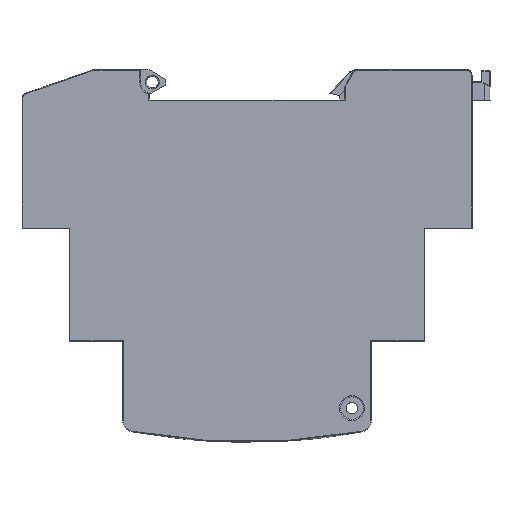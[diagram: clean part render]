
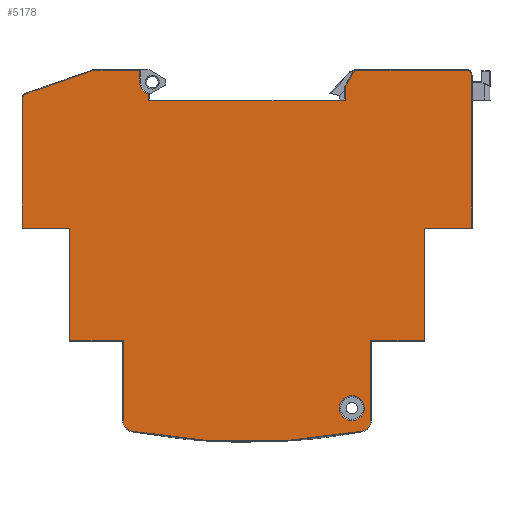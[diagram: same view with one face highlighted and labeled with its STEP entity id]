
A CAD part, front view. The second image highlights one B-rep face of the part: STEP entity #5178.
In plain terms, the highlighted planar face has unit normal (0, -1, 0).
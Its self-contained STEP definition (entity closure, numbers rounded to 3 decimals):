
#5178=ADVANCED_FACE('',(#7461,#7462),#6675,.F.);
#6675=PLANE('',#39523);
#7461=FACE_BOUND('',#8640,.T.);
#7462=FACE_BOUND('',#8641,.T.);
#8640=EDGE_LOOP('',(#16271,#16272,#16273,#16274,#16275,#16276,#16277,#16278,
#16279,#16280,#16281,#16282,#16283,#16284,#16285,#16286,#16287,#16288,#16289,
#16290,#16291,#16292,#16293,#16294));
#8641=EDGE_LOOP('',(#16295,#16296));
#10280=CIRCLE('',#39515,0.9);
#10281=CIRCLE('',#39516,2.3);
#10282=CIRCLE('',#39517,0.9);
#10283=CIRCLE('',#39518,1.9);
#10284=CIRCLE('',#39519,113.9);
#10285=CIRCLE('',#39520,1.9);
#10286=CIRCLE('',#39521,2.25);
#10287=CIRCLE('',#39522,2.25);
#16271=ORIENTED_EDGE('',*,*,#27464,.T.);
#16272=ORIENTED_EDGE('',*,*,#27465,.T.);
#16273=ORIENTED_EDGE('',*,*,#27466,.T.);
#16274=ORIENTED_EDGE('',*,*,#27467,.T.);
#16275=ORIENTED_EDGE('',*,*,#27468,.F.);
#16276=ORIENTED_EDGE('',*,*,#27469,.T.);
#16277=ORIENTED_EDGE('',*,*,#27470,.F.);
#16278=ORIENTED_EDGE('',*,*,#27471,.F.);
#16279=ORIENTED_EDGE('',*,*,#27472,.T.);
#16280=ORIENTED_EDGE('',*,*,#27473,.T.);
#16281=ORIENTED_EDGE('',*,*,#27474,.T.);
#16282=ORIENTED_EDGE('',*,*,#27475,.T.);
#16283=ORIENTED_EDGE('',*,*,#27476,.T.);
#16284=ORIENTED_EDGE('',*,*,#27477,.T.);
#16285=ORIENTED_EDGE('',*,*,#27478,.T.);
#16286=ORIENTED_EDGE('',*,*,#27479,.T.);
#16287=ORIENTED_EDGE('',*,*,#27480,.T.);
#16288=ORIENTED_EDGE('',*,*,#27481,.T.);
#16289=ORIENTED_EDGE('',*,*,#27482,.T.);
#16290=ORIENTED_EDGE('',*,*,#27483,.T.);
#16291=ORIENTED_EDGE('',*,*,#27484,.T.);
#16292=ORIENTED_EDGE('',*,*,#27485,.T.);
#16293=ORIENTED_EDGE('',*,*,#27486,.T.);
#16294=ORIENTED_EDGE('',*,*,#27487,.T.);
#16295=ORIENTED_EDGE('',*,*,#27488,.F.);
#16296=ORIENTED_EDGE('',*,*,#27489,.F.);
#23059=VERTEX_POINT('',#57729);
#23060=VERTEX_POINT('',#57730);
#23061=VERTEX_POINT('',#57732);
#23062=VERTEX_POINT('',#57734);
#23063=VERTEX_POINT('',#57736);
#23064=VERTEX_POINT('',#57738);
#23065=VERTEX_POINT('',#57740);
#23066=VERTEX_POINT('',#57742);
#23067=VERTEX_POINT('',#57744);
#23068=VERTEX_POINT('',#57746);
#23069=VERTEX_POINT('',#57748);
#23070=VERTEX_POINT('',#57750);
#23071=VERTEX_POINT('',#57752);
#23072=VERTEX_POINT('',#57754);
#23073=VERTEX_POINT('',#57756);
#23074=VERTEX_POINT('',#57758);
#23075=VERTEX_POINT('',#57760);
#23076=VERTEX_POINT('',#57762);
#23077=VERTEX_POINT('',#57764);
#23078=VERTEX_POINT('',#57766);
#23079=VERTEX_POINT('',#57768);
#23080=VERTEX_POINT('',#57770);
#23081=VERTEX_POINT('',#57772);
#23082=VERTEX_POINT('',#57774);
#23083=VERTEX_POINT('',#57777);
#23084=VERTEX_POINT('',#57778);
#27464=EDGE_CURVE('',#23059,#23060,#10280,.T.);
#27465=EDGE_CURVE('',#23060,#23061,#31829,.T.);
#27466=EDGE_CURVE('',#23061,#23062,#31830,.T.);
#27467=EDGE_CURVE('',#23062,#23063,#31831,.T.);
#27468=EDGE_CURVE('',#23064,#23063,#31832,.T.);
#27469=EDGE_CURVE('',#23064,#23065,#31833,.T.);
#27470=EDGE_CURVE('',#23066,#23065,#10281,.T.);
#27471=EDGE_CURVE('',#23067,#23066,#31834,.T.);
#27472=EDGE_CURVE('',#23067,#23068,#31835,.T.);
#27473=EDGE_CURVE('',#23068,#23069,#31836,.T.);
#27474=EDGE_CURVE('',#23069,#23070,#10282,.T.);
#27475=EDGE_CURVE('',#23070,#23071,#31837,.T.);
#27476=EDGE_CURVE('',#23071,#23072,#31838,.T.);
#27477=EDGE_CURVE('',#23072,#23073,#31839,.T.);
#27478=EDGE_CURVE('',#23073,#23074,#31840,.T.);
#27479=EDGE_CURVE('',#23074,#23075,#31841,.T.);
#27480=EDGE_CURVE('',#23075,#23076,#10283,.T.);
#27481=EDGE_CURVE('',#23076,#23077,#10284,.T.);
#27482=EDGE_CURVE('',#23077,#23078,#10285,.T.);
#27483=EDGE_CURVE('',#23078,#23079,#31842,.T.);
#27484=EDGE_CURVE('',#23079,#23080,#31843,.T.);
#27485=EDGE_CURVE('',#23080,#23081,#31844,.T.);
#27486=EDGE_CURVE('',#23081,#23082,#31845,.T.);
#27487=EDGE_CURVE('',#23082,#23059,#31846,.T.);
#27488=EDGE_CURVE('',#23083,#23084,#10286,.T.);
#27489=EDGE_CURVE('',#23084,#23083,#10287,.T.);
#31829=LINE('',#57731,#35681);
#31830=LINE('',#57733,#35682);
#31831=LINE('',#57735,#35683);
#31832=LINE('',#57737,#35684);
#31833=LINE('',#57739,#35685);
#31834=LINE('',#57743,#35686);
#31835=LINE('',#57745,#35687);
#31836=LINE('',#57747,#35688);
#31837=LINE('',#57751,#35689);
#31838=LINE('',#57753,#35690);
#31839=LINE('',#57755,#35691);
#31840=LINE('',#57757,#35692);
#31841=LINE('',#57759,#35693);
#31842=LINE('',#57767,#35694);
#31843=LINE('',#57769,#35695);
#31844=LINE('',#57771,#35696);
#31845=LINE('',#57773,#35697);
#31846=LINE('',#57775,#35698);
#35681=VECTOR('',#46405,1.);
#35682=VECTOR('',#46406,1.);
#35683=VECTOR('',#46407,1.);
#35684=VECTOR('',#46408,1.);
#35685=VECTOR('',#46409,1.);
#35686=VECTOR('',#46412,1.);
#35687=VECTOR('',#46413,1.);
#35688=VECTOR('',#46414,1.);
#35689=VECTOR('',#46417,1.);
#35690=VECTOR('',#46418,1.);
#35691=VECTOR('',#46419,1.);
#35692=VECTOR('',#46420,1.);
#35693=VECTOR('',#46421,1.);
#35694=VECTOR('',#46428,1.);
#35695=VECTOR('',#46429,1.);
#35696=VECTOR('',#46430,1.);
#35697=VECTOR('',#46431,1.);
#35698=VECTOR('',#46432,1.);
#39515=AXIS2_PLACEMENT_3D('',#57728,#46403,#46404);
#39516=AXIS2_PLACEMENT_3D('',#57741,#46410,#46411);
#39517=AXIS2_PLACEMENT_3D('',#57749,#46415,#46416);
#39518=AXIS2_PLACEMENT_3D('',#57761,#46422,#46423);
#39519=AXIS2_PLACEMENT_3D('',#57763,#46424,#46425);
#39520=AXIS2_PLACEMENT_3D('',#57765,#46426,#46427);
#39521=AXIS2_PLACEMENT_3D('',#57776,#46433,#46434);
#39522=AXIS2_PLACEMENT_3D('',#57779,#46435,#46436);
#39523=AXIS2_PLACEMENT_3D('',#57780,#46437,#46438);
#46403=DIRECTION('',(0.,-1.,0.));
#46404=DIRECTION('',(1.,0.,0.));
#46405=DIRECTION('',(-1.,0.,0.));
#46406=DIRECTION('',(-0.504,0.,-0.864));
#46407=DIRECTION('',(0.,0.,-1.));
#46408=DIRECTION('',(1.,0.,0.));
#46409=DIRECTION('',(0.,0.,1.));
#46410=DIRECTION('',(0.,-1.,0.));
#46411=DIRECTION('',(-1.,0.,0.));
#46412=DIRECTION('',(0.,0.,-1.));
#46413=DIRECTION('',(-1.,0.,0.));
#46414=DIRECTION('',(-0.945,0.,-0.327));
#46415=DIRECTION('',(0.,-1.,0.));
#46416=DIRECTION('',(-0.327,0.,0.945));
#46417=DIRECTION('',(0.,0.,-1.));
#46418=DIRECTION('',(1.,0.,0.));
#46419=DIRECTION('',(0.,0.,-1.));
#46420=DIRECTION('',(1.,0.,0.));
#46421=DIRECTION('',(0.,0.,-1.));
#46422=DIRECTION('',(0.,-1.,0.));
#46423=DIRECTION('',(-1.,0.,0.));
#46424=DIRECTION('',(0.,-1.,0.));
#46425=DIRECTION('',(-0.183,0.,-0.983));
#46426=DIRECTION('',(0.,-1.,0.));
#46427=DIRECTION('',(0.183,0.,-0.983));
#46428=DIRECTION('',(0.,0.,1.));
#46429=DIRECTION('',(1.,0.,0.));
#46430=DIRECTION('',(0.,0.,1.));
#46431=DIRECTION('',(1.,0.,0.));
#46432=DIRECTION('',(0.,0.,1.));
#46433=DIRECTION('',(0.,-1.,0.));
#46434=DIRECTION('',(1.,0.,0.));
#46435=DIRECTION('',(0.,-1.,0.));
#46436=DIRECTION('',(-1.,0.,0.));
#46437=DIRECTION('',(0.,1.,0.));
#46438=DIRECTION('',(-1.,0.,0.));
#57728=CARTESIAN_POINT('',(39.75,0.,-1.));
#57729=CARTESIAN_POINT('',(40.65,0.,-1.));
#57730=CARTESIAN_POINT('',(39.75,0.,-0.1));
#57731=CARTESIAN_POINT('',(39.75,0.,-0.1));
#57732=CARTESIAN_POINT('',(19.507,0.,-0.1));
#57733=CARTESIAN_POINT('',(19.507,0.,-0.1));
#57734=CARTESIAN_POINT('',(17.8,0.,-3.027));
#57735=CARTESIAN_POINT('',(17.8,0.,-3.027));
#57736=CARTESIAN_POINT('',(17.8,0.,-5.6));
#57737=CARTESIAN_POINT('',(-17.85,0.,-5.6));
#57738=CARTESIAN_POINT('',(-17.85,0.,-5.6));
#57739=CARTESIAN_POINT('',(-17.85,0.,-5.6));
#57740=CARTESIAN_POINT('',(-17.85,0.,-4.461));
#57741=CARTESIAN_POINT('',(-17.15,0.,-2.27));
#57742=CARTESIAN_POINT('',(-19.45,0.,-2.27));
#57743=CARTESIAN_POINT('',(-19.45,0.,-0.1));
#57744=CARTESIAN_POINT('',(-19.45,0.,-0.1));
#57745=CARTESIAN_POINT('',(-19.45,0.,-0.1));
#57746=CARTESIAN_POINT('',(-27.733,0.,-0.1));
#57747=CARTESIAN_POINT('',(-27.733,0.,-0.1));
#57748=CARTESIAN_POINT('',(-40.044,0.,-4.362));
#57749=CARTESIAN_POINT('',(-39.75,0.,-5.212));
#57750=CARTESIAN_POINT('',(-40.65,0.,-5.212));
#57751=CARTESIAN_POINT('',(-40.65,0.,-5.212));
#57752=CARTESIAN_POINT('',(-40.65,0.,-28.7));
#57753=CARTESIAN_POINT('',(-40.65,0.,-28.7));
#57754=CARTESIAN_POINT('',(-32.1,0.,-28.7));
#57755=CARTESIAN_POINT('',(-32.1,0.,-28.7));
#57756=CARTESIAN_POINT('',(-32.1,0.,-49.1));
#57757=CARTESIAN_POINT('',(-32.1,0.,-49.1));
#57758=CARTESIAN_POINT('',(-22.4,0.,-49.1));
#57759=CARTESIAN_POINT('',(-22.4,0.,-49.1));
#57760=CARTESIAN_POINT('',(-22.4,0.,-63.608));
#57761=CARTESIAN_POINT('',(-20.5,0.,-63.608));
#57762=CARTESIAN_POINT('',(-20.848,0.,-65.476));
#57763=CARTESIAN_POINT('',(0.,0.,46.5));
#57764=CARTESIAN_POINT('',(20.848,0.,-65.476));
#57765=CARTESIAN_POINT('',(20.5,0.,-63.608));
#57766=CARTESIAN_POINT('',(22.4,0.,-63.608));
#57767=CARTESIAN_POINT('',(22.4,0.,-63.608));
#57768=CARTESIAN_POINT('',(22.4,0.,-49.1));
#57769=CARTESIAN_POINT('',(22.4,0.,-49.1));
#57770=CARTESIAN_POINT('',(32.1,0.,-49.1));
#57771=CARTESIAN_POINT('',(32.1,0.,-49.1));
#57772=CARTESIAN_POINT('',(32.1,0.,-28.7));
#57773=CARTESIAN_POINT('',(32.1,0.,-28.7));
#57774=CARTESIAN_POINT('',(40.65,0.,-28.7));
#57775=CARTESIAN_POINT('',(40.65,0.,-28.7));
#57776=CARTESIAN_POINT('',(19.,0.,-61.3));
#57777=CARTESIAN_POINT('',(21.25,0.,-61.3));
#57778=CARTESIAN_POINT('',(16.75,0.,-61.3));
#57779=CARTESIAN_POINT('',(19.,0.,-61.3));
#57780=CARTESIAN_POINT('',(0.,0.,0.));
